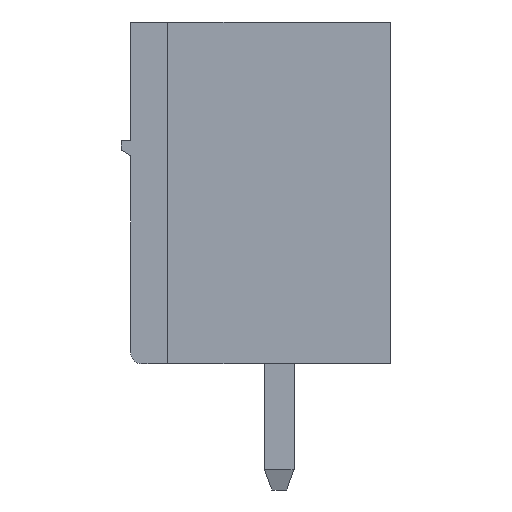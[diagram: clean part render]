
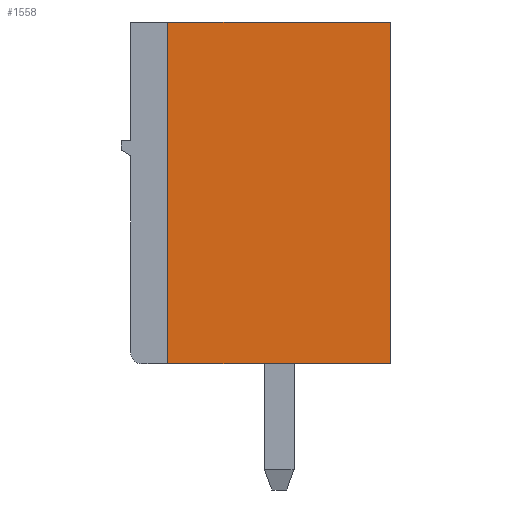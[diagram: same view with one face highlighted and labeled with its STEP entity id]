
A CAD part, left-side view. The second image highlights one B-rep face of the part: STEP entity #1558.
In plain terms, the highlighted planar face has unit normal (-1, 0, 0).
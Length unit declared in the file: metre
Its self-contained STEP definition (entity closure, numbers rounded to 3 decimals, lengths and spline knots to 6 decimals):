
#1558=ADVANCED_FACE('',(#3367),#3368,.F.);
#3367=FACE_OUTER_BOUND('',#5365,.T.);
#3368=PLANE('',#5366);
#5365=EDGE_LOOP('',(#9999,#10000,#10001,#10002));
#5366=AXIS2_PLACEMENT_3D('',#10003,#10004,#10005);
#9999=ORIENTED_EDGE('',*,*,#13382,.F.);
#10000=ORIENTED_EDGE('',*,*,#11709,.F.);
#10001=ORIENTED_EDGE('',*,*,#13383,.T.);
#10002=ORIENTED_EDGE('',*,*,#13384,.T.);
#10003=CARTESIAN_POINT('',(-1.091827,0.00386,0.000933));
#10004=DIRECTION('',(1.0,0.,0.));
#10005=DIRECTION('',(0.0,0.,1.0));
#11709=EDGE_CURVE('',#13982,#13973,#13984,.T.);
#13382=EDGE_CURVE('',#13973,#16503,#16504,.T.);
#13383=EDGE_CURVE('',#13982,#16505,#16506,.T.);
#13384=EDGE_CURVE('',#16505,#16503,#16507,.T.);
#13973=VERTEX_POINT('',#17253);
#13982=VERTEX_POINT('',#17267);
#13984=LINE('',#17270,#17271);
#16503=VERTEX_POINT('',#20955);
#16504=LINE('',#20956,#20957);
#16505=VERTEX_POINT('',#20958);
#16506=LINE('',#20959,#20960);
#16507=LINE('',#20961,#20962);
#17253=CARTESIAN_POINT('',(-1.091827,0.00386,0.000933));
#17267=CARTESIAN_POINT('',(-1.091827,0.00986,0.000933));
#17270=CARTESIAN_POINT('',(-1.091827,0.00386,0.000933));
#17271=VECTOR('',#21800,1.0);
#20955=CARTESIAN_POINT('',(-1.091827,0.00386,-0.008267));
#20956=CARTESIAN_POINT('',(-1.091827,0.00386,0.000933));
#20957=VECTOR('',#23221,1.0);
#20958=CARTESIAN_POINT('',(-1.091827,0.00986,-0.008267));
#20959=CARTESIAN_POINT('',(-1.091827,0.00986,0.000933));
#20960=VECTOR('',#23222,1.0);
#20961=CARTESIAN_POINT('',(-1.091827,0.00386,-0.008267));
#20962=VECTOR('',#23223,1.0);
#21800=DIRECTION('',(0.,-1.0,0.));
#23221=DIRECTION('',(0.,0.,-1.0));
#23222=DIRECTION('',(0.,0.,-1.0));
#23223=DIRECTION('',(0.,-1.0,0.));
